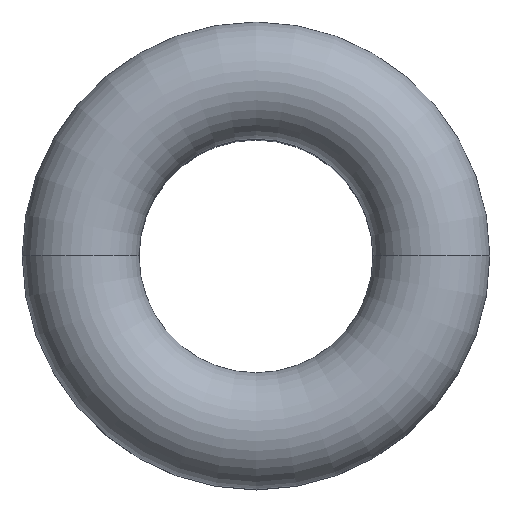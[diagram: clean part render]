
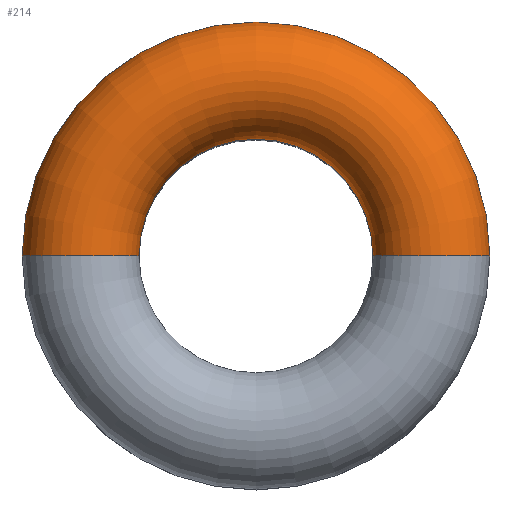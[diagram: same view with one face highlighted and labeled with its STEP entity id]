
A CAD part, top view. The second image highlights one B-rep face of the part: STEP entity #214.
In plain terms, the highlighted toroidal (fillet/blend) face has major radius 1.5 mm and minor radius 0.5 mm.
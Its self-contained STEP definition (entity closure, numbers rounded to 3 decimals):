
#70=CARTESIAN_POINT('',(2.0,0.0,1.5));
#71=VERTEX_POINT('',#70);
#80=CARTESIAN_POINT('',(-2.0,0.,1.5));
#81=VERTEX_POINT('',#80);
#112=CARTESIAN_POINT('',(1.0,0.0,1.5));
#113=VERTEX_POINT('',#112);
#114=CARTESIAN_POINT('',(1.5,0.0,1.5));
#115=DIRECTION('',(0.0,1.0,0.0));
#116=DIRECTION('',(1.0,0.0,0.0));
#117=AXIS2_PLACEMENT_3D('',#114,#115,#116);
#118=CIRCLE('',#117,0.5);
#119=EDGE_CURVE('',#113,#71,#118,.T.);
#121=CARTESIAN_POINT('',(-1.0,0.,1.5));
#122=VERTEX_POINT('',#121);
#130=CARTESIAN_POINT('',(-1.5,0.,1.5));
#131=DIRECTION('',(0.0,-1.0,0.0));
#132=DIRECTION('',(-1.0,0.0,0.0));
#133=AXIS2_PLACEMENT_3D('',#130,#131,#132);
#134=CIRCLE('',#133,0.5);
#135=EDGE_CURVE('',#122,#81,#134,.T.);
#179=CARTESIAN_POINT('',(0.0,0.0,1.5));
#180=DIRECTION('',(0.0,0.0,-1.0));
#181=DIRECTION('',(-1.0,0.0,0.0));
#182=AXIS2_PLACEMENT_3D('',#179,#180,#181);
#183=CIRCLE('',#182,1.0);
#184=EDGE_CURVE('',#122,#113,#183,.T.);
#197=CARTESIAN_POINT('',(0.0,0.0,1.5));
#198=DIRECTION('',(0.0,0.0,1.0));
#199=DIRECTION('',(1.0,0.0,0.0));
#200=AXIS2_PLACEMENT_3D('',#197,#198,#199);
#201=TOROIDAL_SURFACE('',#200,1.5,0.5);
#202=ORIENTED_EDGE('',*,*,#119,.T.);
#203=CARTESIAN_POINT('',(0.0,0.0,1.5));
#204=DIRECTION('',(0.0,0.0,1.0));
#205=DIRECTION('',(-1.0,0.0,0.0));
#206=AXIS2_PLACEMENT_3D('',#203,#204,#205);
#207=CIRCLE('',#206,2.0);
#208=EDGE_CURVE('',#71,#81,#207,.T.);
#209=ORIENTED_EDGE('',*,*,#208,.T.);
#210=ORIENTED_EDGE('',*,*,#135,.F.);
#211=ORIENTED_EDGE('',*,*,#184,.T.);
#212=EDGE_LOOP('',(#202,#209,#210,#211));
#213=FACE_OUTER_BOUND('',#212,.T.);
#214=ADVANCED_FACE('',(#213),#201,.T.);
